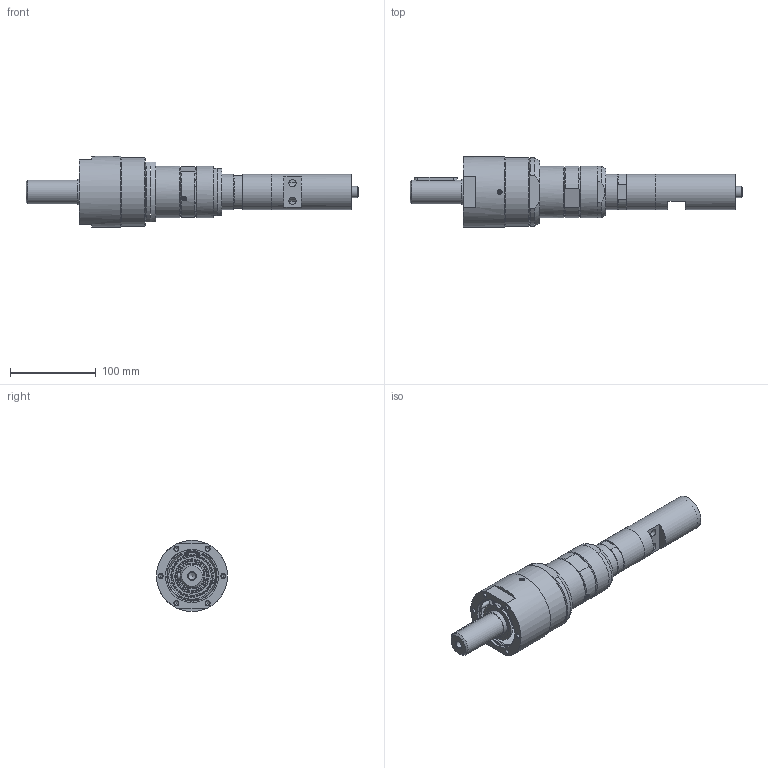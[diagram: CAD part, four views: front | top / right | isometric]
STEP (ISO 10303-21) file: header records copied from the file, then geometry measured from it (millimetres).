
FILE_DESCRIPTION(/* description */ (''),/* implementation_level */ '2;1');
FILE_NAME(/* name */ 'MUB 23-15_60009165.stp',/* time_stamp */ '2019-05-27T15:27:50+02:00',/* author */ ('flambert'),/* organization */ (''),/* preprocessor_version */ 'ST-DEVELOPER v17',/* originating_system */ 'Autodesk Inventor 2018',/* authorisation */ '');
FILE_SCHEMA (('AUTOMOTIVE_DESIGN { 1 0 10303 214 3 1 1 }'));
Length unit declared in the file: millimetre
Products named in the file (1): MUB 23-15_60009165
Bounding box: 388 x 83 x 83 mm (x, y, z)
Volume: 893090.1 mm3; surface area: 97894.3 mm2
Topology: 1 solids, 60 shells, 576 faces, 1352 edges, 922 vertices
Faces by surface type: cylinder 255, plane 162, cone 142, torus 13, sphere 4
Full cylindrical faces by diameter (mm): 1.55 x4, 2 x2, 2.5 x2, 3.3 x2, 3.6 x2, 4 x5, 4.917 x6, 5 x6, 5.5 x2, 8 x1, 8.376 x1, 8.5 x1, 8.566 x2, 13 x1, 28 x1, 30 x3, 36 x1, 36.5 x1, 38 x1, 39 x1, 39.5 x1, 40 x1, 41.5 x3, 42 x1, 45 x1, 60 x2, 62 x2, 65 x1, 67 x1, 67.4 x1
Entity records: 18146 total; most frequent: CARTESIAN_POINT 4175, DIRECTION 2969, ORIENTED_EDGE 2688, EDGE_CURVE 1344, AXIS2_PLACEMENT_3D 1309, VERTEX_POINT 922, CIRCLE 732, EDGE_LOOP 633
